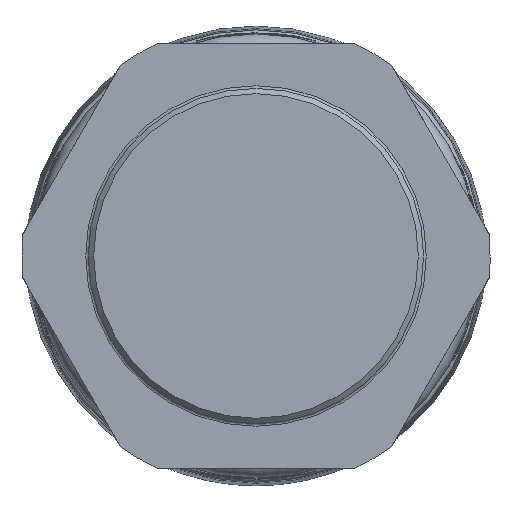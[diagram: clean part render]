
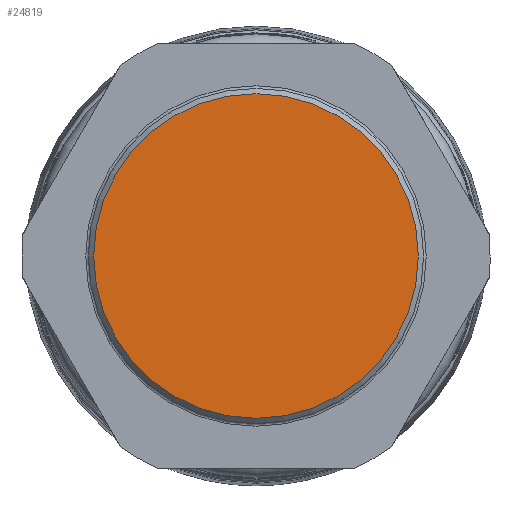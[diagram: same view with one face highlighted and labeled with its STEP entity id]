
A CAD part, left-side view. The second image highlights one B-rep face of the part: STEP entity #24819.
In plain terms, the highlighted planar face has unit normal (-1, 0, 0).
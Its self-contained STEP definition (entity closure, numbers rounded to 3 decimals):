
#1838=CIRCLE('',#26600,30.5);
#3480=FACE_OUTER_BOUND('',#4992,.T.);
#4992=EDGE_LOOP('',(#17999));
#9871=VERTEX_POINT('',#43801);
#12742=EDGE_CURVE('',#9871,#9871,#1838,.T.);
#17999=ORIENTED_EDGE('',*,*,#12742,.F.);
#22465=PLANE('',#26599);
#24819=ADVANCED_FACE('',(#3480),#22465,.T.);
#26599=AXIS2_PLACEMENT_3D('',#43800,#30935,#30936);
#26600=AXIS2_PLACEMENT_3D('',#43802,#30937,#30938);
#30935=DIRECTION('center_axis',(-1.,0.,0.));
#30936=DIRECTION('ref_axis',(0.,1.,0.));
#30937=DIRECTION('center_axis',(1.,0.,0.));
#30938=DIRECTION('ref_axis',(0.,-1.,0.));
#43800=CARTESIAN_POINT('Origin',(-77.9,0.,
-30.5));
#43801=CARTESIAN_POINT('',(-77.9,0.,-30.5));
#43802=CARTESIAN_POINT('Origin',(-77.9,0.,
0.));
